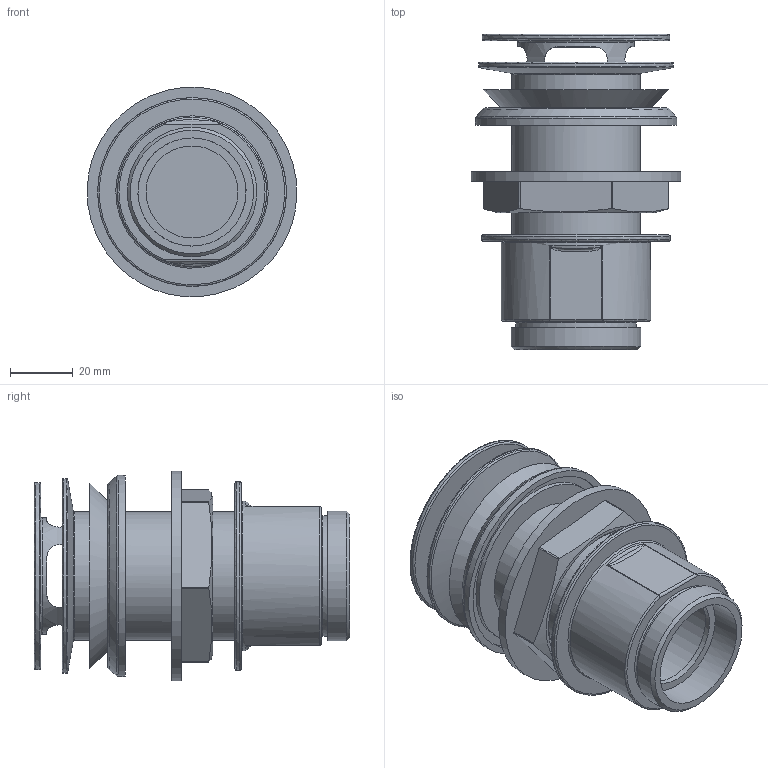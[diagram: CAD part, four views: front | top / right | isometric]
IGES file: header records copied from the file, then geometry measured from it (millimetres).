
Global section: file name: V192-FF; native system: Autodesk Inventor 2018; preprocessor: unknown; author: camerond; date: 20170920.104621; units: millimetre
Bounding box: 66.67 x 100.3 x 66.55 mm (x, y, z)
Volume: 69001.7 mm3; surface area: 64382 mm2
Topology: 7 solids, 7 shells, 195 faces, 513 edges, 345 vertices
Faces by surface type: bspline 195
